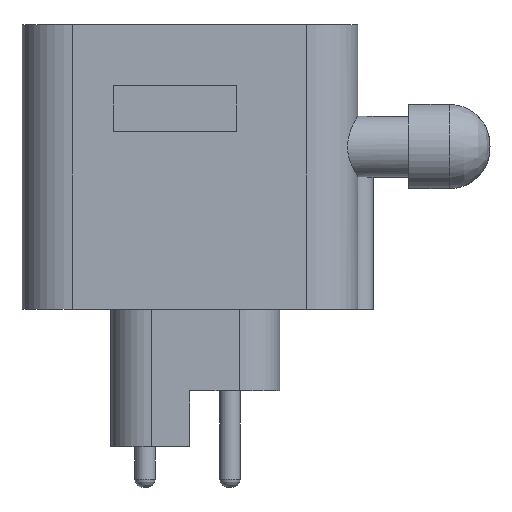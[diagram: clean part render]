
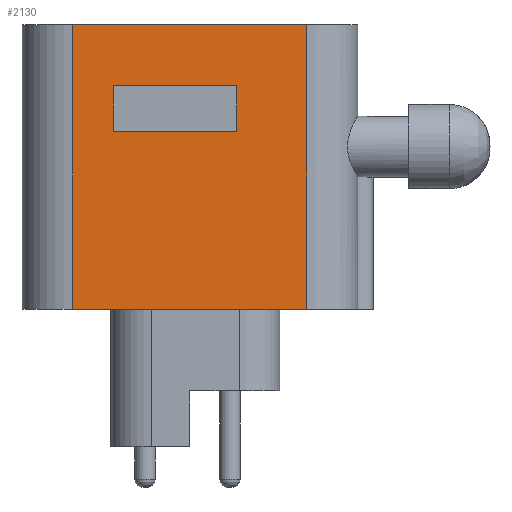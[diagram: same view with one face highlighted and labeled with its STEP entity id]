
A CAD part, left-side view. The second image highlights one B-rep face of the part: STEP entity #2130.
In plain terms, the highlighted planar face has unit normal (-1, 0, 0).
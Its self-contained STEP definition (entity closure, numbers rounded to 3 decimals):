
#30=FACE_BOUND('',#670,.T.);
#75=PLANE('',#2350);
#148=LINE('',#3490,#306);
#156=LINE('',#3539,#314);
#183=LINE('',#3736,#341);
#197=LINE('',#3808,#355);
#198=LINE('',#3809,#356);
#199=LINE('',#3811,#357);
#200=LINE('',#3813,#358);
#201=LINE('',#3814,#359);
#306=VECTOR('',#2648,10.);
#314=VECTOR('',#2698,11.5);
#341=VECTOR('',#2791,14.);
#355=VECTOR('',#2821,11.5);
#356=VECTOR('',#2822,14.);
#357=VECTOR('',#2823,10.);
#358=VECTOR('',#2824,6.05);
#359=VECTOR('',#2825,2.11);
#529=FACE_OUTER_BOUND('',#669,.T.);
#669=EDGE_LOOP('',(#1654,#1655,#1656,#1657));
#670=EDGE_LOOP('',(#1658,#1659,#1660,#1661));
#958=VERTEX_POINT('',#3488);
#959=VERTEX_POINT('',#3489);
#978=VERTEX_POINT('',#3536);
#979=VERTEX_POINT('',#3538);
#1023=VERTEX_POINT('',#3734);
#1036=VERTEX_POINT('',#3807);
#1037=VERTEX_POINT('',#3810);
#1038=VERTEX_POINT('',#3812);
#1182=EDGE_CURVE('',#958,#959,#148,.T.);
#1203=EDGE_CURVE('',#979,#978,#156,.T.);
#1258=EDGE_CURVE('',#978,#1023,#183,.F.);
#1276=EDGE_CURVE('',#1036,#1023,#197,.T.);
#1277=EDGE_CURVE('',#1036,#979,#198,.T.);
#1278=EDGE_CURVE('',#959,#1037,#199,.T.);
#1279=EDGE_CURVE('',#1037,#1038,#200,.T.);
#1280=EDGE_CURVE('',#1038,#958,#201,.T.);
#1654=ORIENTED_EDGE('',*,*,#1203,.T.);
#1655=ORIENTED_EDGE('',*,*,#1258,.T.);
#1656=ORIENTED_EDGE('',*,*,#1276,.F.);
#1657=ORIENTED_EDGE('',*,*,#1277,.T.);
#1658=ORIENTED_EDGE('',*,*,#1278,.T.);
#1659=ORIENTED_EDGE('',*,*,#1279,.T.);
#1660=ORIENTED_EDGE('',*,*,#1280,.T.);
#1661=ORIENTED_EDGE('',*,*,#1182,.T.);
#2130=ADVANCED_FACE('',(#529,#30),#75,.F.);
#2350=AXIS2_PLACEMENT_3D('',#3806,#2819,#2820);
#2648=DIRECTION('',(0.,1.,0.));
#2698=DIRECTION('',(0.,-1.,0.));
#2791=DIRECTION('',(0.,0.,-1.));
#2819=DIRECTION('center_axis',(1.,0.,0.));
#2820=DIRECTION('ref_axis',(0.,0.,-1.));
#2821=DIRECTION('',(0.,-1.,0.));
#2822=DIRECTION('',(0.,0.,-1.));
#2823=DIRECTION('',(0.,0.,1.));
#2824=DIRECTION('',(0.,-1.,0.));
#2825=DIRECTION('',(0.,0.,-1.));
#3488=CARTESIAN_POINT('',(-12.45,-2.3,8.739));
#3489=CARTESIAN_POINT('',(-12.45,3.75,8.739));
#3490=CARTESIAN_POINT('',(-12.45,6.,8.739));
#3536=CARTESIAN_POINT('',(-12.45,-5.75,0.));
#3538=CARTESIAN_POINT('',(-12.45,5.75,0.));
#3539=CARTESIAN_POINT('',(-12.45,5.75,0.));
#3734=CARTESIAN_POINT('',(-12.45,-5.75,14.));
#3736=CARTESIAN_POINT('',(-12.45,-5.75,14.));
#3806=CARTESIAN_POINT('Origin',(-12.45,8.25,14.));
#3807=CARTESIAN_POINT('',(-12.45,5.75,14.));
#3808=CARTESIAN_POINT('',(-12.45,5.75,14.));
#3809=CARTESIAN_POINT('',(-12.45,5.75,14.));
#3810=CARTESIAN_POINT('',(-12.45,3.75,11.));
#3811=CARTESIAN_POINT('',(-12.45,3.75,11.445));
#3812=CARTESIAN_POINT('',(-12.45,-2.3,11.));
#3813=CARTESIAN_POINT('',(-12.45,3.75,11.));
#3814=CARTESIAN_POINT('',(-12.45,-2.3,11.));
